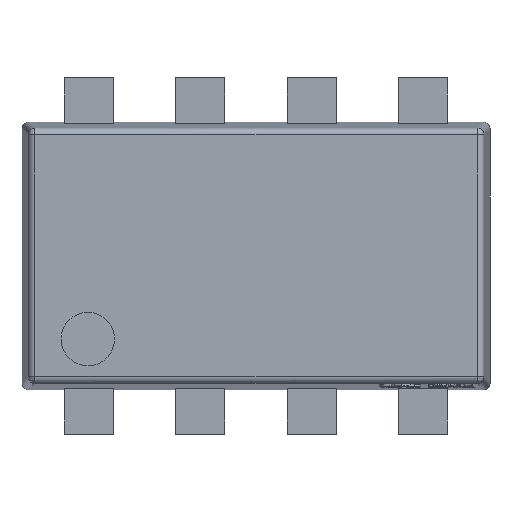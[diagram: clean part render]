
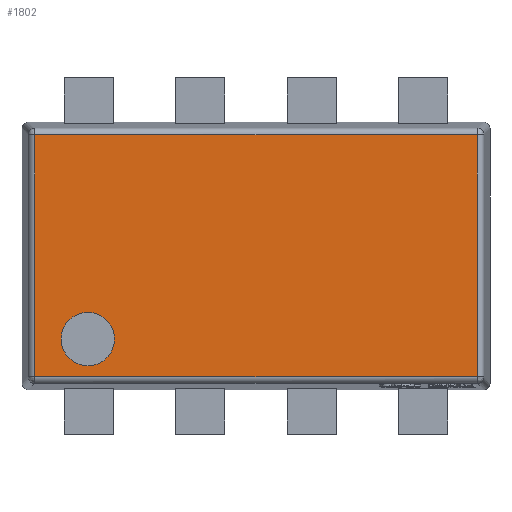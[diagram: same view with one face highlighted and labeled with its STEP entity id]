
A CAD part, top view. The second image highlights one B-rep face of the part: STEP entity #1802.
In plain terms, the highlighted free-form (B-spline) face has degree [1, 1] with [2, 2] control points.
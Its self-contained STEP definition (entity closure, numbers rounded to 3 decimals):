
#34 = VERTEX_POINT('',#35);
#35 = CARTESIAN_POINT('',(-0.635,-0.374,0.571
    ));
#40 = EDGE_CURVE('',#34,#41,#43,.T.);
#41 = VERTEX_POINT('',#42);
#42 = CARTESIAN_POINT('',(-0.875,-0.374,0.571
    ));
#43 = ( BOUNDED_CURVE() B_SPLINE_CURVE(2,(#44,#45,#46,#47,#48),
.UNSPECIFIED.,.F.,.F.) B_SPLINE_CURVE_WITH_KNOTS((3,2,3),(0.,
1.571,3.142),.PIECEWISE_BEZIER_KNOTS.) CURVE() 
GEOMETRIC_REPRESENTATION_ITEM() RATIONAL_B_SPLINE_CURVE((1.,
0.707,1.,0.707,1.)) REPRESENTATION_ITEM('') );
#44 = CARTESIAN_POINT('',(-0.635,-0.374,0.571
    ));
#45 = CARTESIAN_POINT('',(-0.635,-0.254,0.571
    ));
#46 = CARTESIAN_POINT('',(-0.755,-0.254,0.571
    ));
#47 = CARTESIAN_POINT('',(-0.875,-0.254,0.571
    ));
#48 = CARTESIAN_POINT('',(-0.875,-0.374,0.571
    ));
#1802 = ADVANCED_FACE('',(#1803,#1814),#1844,.T.);
#1803 = FACE_BOUND('',#1804,.T.);
#1804 = EDGE_LOOP('',(#1805,#1813));
#1805 = ORIENTED_EDGE('',*,*,#1806,.F.);
#1806 = EDGE_CURVE('',#41,#34,#1807,.T.);
#1807 = ( BOUNDED_CURVE() B_SPLINE_CURVE(2,(#1808,#1809,#1810,#1811,
#1812),.UNSPECIFIED.,.F.,.F.) B_SPLINE_CURVE_WITH_KNOTS((3,2,3),(
    3.142,4.712,6.283),
.PIECEWISE_BEZIER_KNOTS.) CURVE() GEOMETRIC_REPRESENTATION_ITEM() 
RATIONAL_B_SPLINE_CURVE((1.,0.707,1.,0.707,1.)) 
REPRESENTATION_ITEM('') );
#1808 = CARTESIAN_POINT('',(-0.875,-0.374,
    0.571));
#1809 = CARTESIAN_POINT('',(-0.875,-0.493,
    0.571));
#1810 = CARTESIAN_POINT('',(-0.755,-0.493,
    0.571));
#1811 = CARTESIAN_POINT('',(-0.635,-0.493,
    0.571));
#1812 = CARTESIAN_POINT('',(-0.635,-0.374,
    0.571));
#1813 = ORIENTED_EDGE('',*,*,#40,.F.);
#1814 = FACE_BOUND('',#1815,.T.);
#1815 = EDGE_LOOP('',(#1816,#1825,#1832,#1839));
#1816 = ORIENTED_EDGE('',*,*,#1817,.T.);
#1817 = EDGE_CURVE('',#1818,#1820,#1822,.T.);
#1818 = VERTEX_POINT('',#1819);
#1819 = CARTESIAN_POINT('',(-0.993,0.543,
    0.571));
#1820 = VERTEX_POINT('',#1821);
#1821 = CARTESIAN_POINT('',(-0.993,-0.543,
    0.571));
#1822 = B_SPLINE_CURVE_WITH_KNOTS('',1,(#1823,#1824),.UNSPECIFIED.,.F.,
  .F.,(2,2),(-1.114,-0.028),
  .PIECEWISE_BEZIER_KNOTS.);
#1823 = CARTESIAN_POINT('',(-0.993,0.543,
    0.571));
#1824 = CARTESIAN_POINT('',(-0.993,-0.543,
    0.571));
#1825 = ORIENTED_EDGE('',*,*,#1826,.T.);
#1826 = EDGE_CURVE('',#1820,#1827,#1829,.T.);
#1827 = VERTEX_POINT('',#1828);
#1828 = CARTESIAN_POINT('',(0.993,-0.543,
    0.571));
#1829 = B_SPLINE_CURVE_WITH_KNOTS('',1,(#1830,#1831),.UNSPECIFIED.,.F.,
  .F.,(2,2),(-2.014,-0.028),
  .PIECEWISE_BEZIER_KNOTS.);
#1830 = CARTESIAN_POINT('',(-0.993,-0.543,
    0.571));
#1831 = CARTESIAN_POINT('',(0.993,-0.543,
    0.571));
#1832 = ORIENTED_EDGE('',*,*,#1833,.T.);
#1833 = EDGE_CURVE('',#1827,#1834,#1836,.T.);
#1834 = VERTEX_POINT('',#1835);
#1835 = CARTESIAN_POINT('',(0.993,0.543,0.571
    ));
#1836 = B_SPLINE_CURVE_WITH_KNOTS('',1,(#1837,#1838),.UNSPECIFIED.,.F.,
  .F.,(2,2),(-1.114,-0.028),
  .PIECEWISE_BEZIER_KNOTS.);
#1837 = CARTESIAN_POINT('',(0.993,-0.543,
    0.571));
#1838 = CARTESIAN_POINT('',(0.993,0.543,0.571
    ));
#1839 = ORIENTED_EDGE('',*,*,#1840,.T.);
#1840 = EDGE_CURVE('',#1834,#1818,#1841,.T.);
#1841 = B_SPLINE_CURVE_WITH_KNOTS('',1,(#1842,#1843),.UNSPECIFIED.,.F.,
  .F.,(2,2),(-2.014,-0.028),
  .PIECEWISE_BEZIER_KNOTS.);
#1842 = CARTESIAN_POINT('',(0.993,0.543,0.571
    ));
#1843 = CARTESIAN_POINT('',(-0.993,0.543,
    0.571));
#1844 = B_SPLINE_SURFACE_WITH_KNOTS('',1,1,(
    (#1845,#1846)
    ,(#1847,#1848
    )),.UNSPECIFIED.,.F.,.F.,.F.,(2,2),(2,2),(-0.993,
    0.993),(-0.543,0.543),
  .PIECEWISE_BEZIER_KNOTS.);
#1845 = CARTESIAN_POINT('',(-0.993,-0.543,
    0.571));
#1846 = CARTESIAN_POINT('',(-0.993,0.543,
    0.571));
#1847 = CARTESIAN_POINT('',(0.993,-0.543,
    0.571));
#1848 = CARTESIAN_POINT('',(0.993,0.543,0.571
    ));
